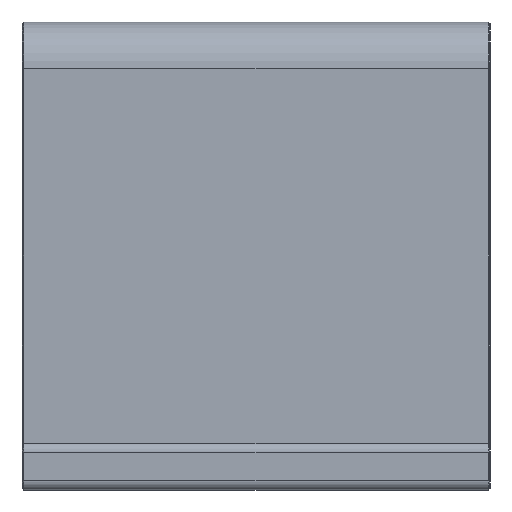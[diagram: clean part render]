
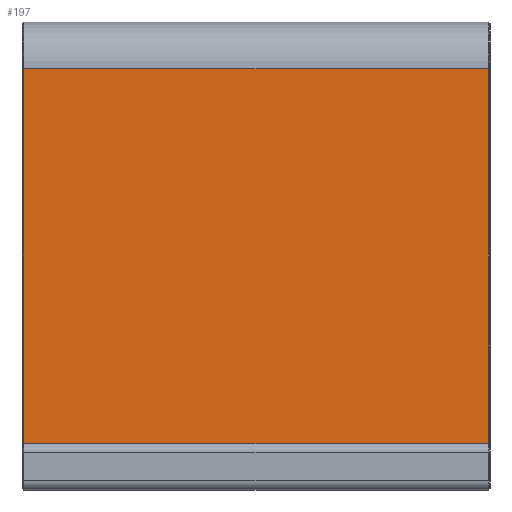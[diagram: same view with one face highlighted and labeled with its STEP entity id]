
A CAD part, left-side view. The second image highlights one B-rep face of the part: STEP entity #197.
In plain terms, the highlighted planar face has unit normal (-1, 0, 0).
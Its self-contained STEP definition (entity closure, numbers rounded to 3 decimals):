
#197 = ADVANCED_FACE ( 'NONE', ( #399 ), #1522, .F. ) ;
#334 = CARTESIAN_POINT ( 'NONE',  ( -45.5, -25., 16. ) ) ;
#345 = CARTESIAN_POINT ( 'NONE',  ( -45.5, -24.8, -24. ) ) ;
#399 = FACE_OUTER_BOUND ( 'NONE', #1502, .T. ) ;
#530 = LINE ( 'NONE', #1998, #3416 ) ;
#790 = CARTESIAN_POINT ( 'NONE',  ( -45.5, 24.8, 21. ) ) ;
#910 = LINE ( 'NONE', #334, #3408 ) ;
#949 = CARTESIAN_POINT ( 'NONE',  ( -45.5, -25., -24. ) ) ;
#975 = DIRECTION ( 'NONE',  ( 0., 0., -1. ) ) ;
#1044 = LINE ( 'NONE', #790, #1248 ) ;
#1089 = EDGE_CURVE ( 'NONE', #1649, #2841, #910, .T. ) ;
#1106 = EDGE_CURVE ( 'NONE', #2302, #2375, #3196, .T. ) ;
#1127 = DIRECTION ( 'NONE',  ( 0., 0., 1. ) ) ;
#1138 = CARTESIAN_POINT ( 'NONE',  ( -45.5, 24.8, -24. ) ) ;
#1248 = VECTOR ( 'NONE', #1892, 1000. ) ;
#1502 = EDGE_LOOP ( 'NONE', ( #2553, #2680, #2567, #2811 ) ) ;
#1522 = PLANE ( 'NONE',  #1868 ) ;
#1649 = VERTEX_POINT ( 'NONE', #2970 ) ;
#1868 = AXIS2_PLACEMENT_3D ( 'NONE', #2652, #3507, #975 ) ;
#1892 = DIRECTION ( 'NONE',  ( 0., 0., -1. ) ) ;
#1965 = EDGE_CURVE ( 'NONE', #2302, #1649, #530, .T. ) ;
#1998 = CARTESIAN_POINT ( 'NONE',  ( -45.5, -24.8, 16. ) ) ;
#2036 = DIRECTION ( 'NONE',  ( 0., 1., 0. ) ) ;
#2302 = VERTEX_POINT ( 'NONE', #345 ) ;
#2375 = VERTEX_POINT ( 'NONE', #1138 ) ;
#2461 = EDGE_CURVE ( 'NONE', #2841, #2375, #1044, .T. ) ;
#2553 = ORIENTED_EDGE ( 'NONE', *, *, #1106, .F. ) ;
#2567 = ORIENTED_EDGE ( 'NONE', *, *, #1089, .T. ) ;
#2652 = CARTESIAN_POINT ( 'NONE',  ( -45.5, -25., 21. ) ) ;
#2680 = ORIENTED_EDGE ( 'NONE', *, *, #1965, .T. ) ;
#2811 = ORIENTED_EDGE ( 'NONE', *, *, #2461, .T. ) ;
#2841 = VERTEX_POINT ( 'NONE', #2867 ) ;
#2867 = CARTESIAN_POINT ( 'NONE',  ( -45.5, 24.8, 16. ) ) ;
#2884 = VECTOR ( 'NONE', #2036, 1000. ) ;
#2921 = DIRECTION ( 'NONE',  ( 0., 1., 0. ) ) ;
#2970 = CARTESIAN_POINT ( 'NONE',  ( -45.5, -24.8, 16. ) ) ;
#3196 = LINE ( 'NONE', #949, #2884 ) ;
#3408 = VECTOR ( 'NONE', #2921, 1000. ) ;
#3416 = VECTOR ( 'NONE', #1127, 1000. ) ;
#3507 = DIRECTION ( 'NONE',  ( 1., 0., 0. ) ) ;
